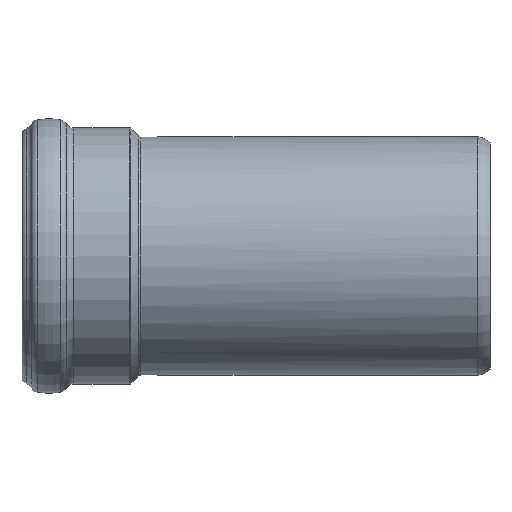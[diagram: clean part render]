
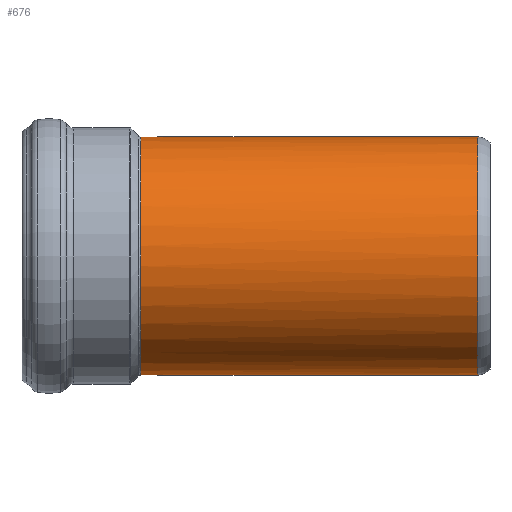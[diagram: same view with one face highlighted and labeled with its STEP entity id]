
A CAD part, left-side view. The second image highlights one B-rep face of the part: STEP entity #676.
In plain terms, the highlighted cylindrical face has radius 67.65 mm (diameter 135.3 mm), a full revolution.
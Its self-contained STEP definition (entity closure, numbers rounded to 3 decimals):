
#32=CYLINDRICAL_SURFACE('',#739,67.65);
#46=FACE_BOUND('',#174,.T.);
#94=B_SPLINE_CURVE_WITH_KNOTS('',3,(#1111,#1112,#1113,#1114,#1115,#1116),
 .UNSPECIFIED.,.F.,.F.,(4,1,1,4),(-3.521,-3.269,-3.018,
-2.637),.UNSPECIFIED.);
#95=B_SPLINE_CURVE_WITH_KNOTS('',3,(#1118,#1119,#1120,#1121),
 .UNSPECIFIED.,.F.,.F.,(4,4),(-37.247,-35.758),
 .UNSPECIFIED.);
#96=B_SPLINE_CURVE_WITH_KNOTS('',3,(#1123,#1124,#1125,#1126,#1127,#1128),
 .UNSPECIFIED.,.F.,.F.,(4,1,1,4),(-0.101,-0.05,
-0.014,0.),.UNSPECIFIED.);
#97=B_SPLINE_CURVE_WITH_KNOTS('',3,(#1130,#1131,#1132,#1133,#1134,#1135,
#1136,#1137,#1138,#1139,#1140,#1141,#1142,#1143,#1144,#1145,#1146,#1147,
#1148,#1149,#1150,#1151,#1152,#1153,#1154,#1155),.UNSPECIFIED.,.F.,.F.,
(4,1,1,1,1,1,1,1,1,1,1,1,1,1,1,1,1,1,1,1,1,1,1,4),(-53.778,-51.512,
-50.379,-49.246,-47.735,-46.98,
-46.224,-44.714,-43.203,-41.692,
-40.181,-38.67,-37.159,-35.649,
-34.138,-32.627,-31.116,-29.605,
-28.85,-28.095,-26.584,-25.451,
-24.318,-22.051),.UNSPECIFIED.);
#98=B_SPLINE_CURVE_WITH_KNOTS('',3,(#1157,#1158,#1159,#1160,#1161,#1162),
 .UNSPECIFIED.,.F.,.F.,(4,1,1,4),(-0.101,-0.086,
-0.05,0.),.UNSPECIFIED.);
#99=B_SPLINE_CURVE_WITH_KNOTS('',3,(#1164,#1165,#1166,#1167),
 .UNSPECIFIED.,.F.,.F.,(4,4),(-32.156,-30.667),
 .UNSPECIFIED.);
#100=B_SPLINE_CURVE_WITH_KNOTS('',3,(#1168,#1169,#1170,#1171,#1172,#1173),
 .UNSPECIFIED.,.F.,.F.,(4,1,1,4),(-0.884,-0.503,
-0.251,0.),.UNSPECIFIED.);
#113=FACE_OUTER_BOUND('',#173,.T.);
#173=EDGE_LOOP('',(#488,#489,#490,#491,#492,#493,#494,#495));
#174=EDGE_LOOP('',(#496));
#279=CIRCLE('',#738,67.65);
#280=CIRCLE('',#740,67.65);
#339=VERTEX_POINT('',#1078);
#340=VERTEX_POINT('',#1079);
#341=VERTEX_POINT('',#1110);
#342=VERTEX_POINT('',#1117);
#343=VERTEX_POINT('',#1122);
#344=VERTEX_POINT('',#1129);
#345=VERTEX_POINT('',#1156);
#346=VERTEX_POINT('',#1163);
#347=VERTEX_POINT('',#1174);
#407=EDGE_CURVE('',#339,#340,#279,.T.);
#408=EDGE_CURVE('',#341,#339,#94,.T.);
#409=EDGE_CURVE('',#342,#341,#95,.T.);
#410=EDGE_CURVE('',#343,#342,#96,.T.);
#411=EDGE_CURVE('',#344,#343,#97,.T.);
#412=EDGE_CURVE('',#345,#344,#98,.T.);
#413=EDGE_CURVE('',#346,#345,#99,.T.);
#414=EDGE_CURVE('',#340,#346,#100,.T.);
#415=EDGE_CURVE('',#347,#347,#280,.T.);
#488=ORIENTED_EDGE('',*,*,#407,.F.);
#489=ORIENTED_EDGE('',*,*,#408,.F.);
#490=ORIENTED_EDGE('',*,*,#409,.F.);
#491=ORIENTED_EDGE('',*,*,#410,.F.);
#492=ORIENTED_EDGE('',*,*,#411,.F.);
#493=ORIENTED_EDGE('',*,*,#412,.F.);
#494=ORIENTED_EDGE('',*,*,#413,.F.);
#495=ORIENTED_EDGE('',*,*,#414,.F.);
#496=ORIENTED_EDGE('',*,*,#415,.T.);
#676=ADVANCED_FACE('',(#113,#46),#32,.T.);
#738=AXIS2_PLACEMENT_3D('',#1108,#854,#855);
#739=AXIS2_PLACEMENT_3D('',#1109,#856,#857);
#740=AXIS2_PLACEMENT_3D('',#1175,#858,#859);
#854=DIRECTION('center_axis',(0.,1.,0.));
#855=DIRECTION('ref_axis',(-1.,0.,0.));
#856=DIRECTION('center_axis',(0.,-1.,0.));
#857=DIRECTION('ref_axis',(1.,0.,0.));
#858=DIRECTION('center_axis',(0.,1.,0.));
#859=DIRECTION('ref_axis',(1.,0.,0.));
#1078=CARTESIAN_POINT('',(67.111,198.131,-8.523));
#1079=CARTESIAN_POINT('',(67.111,198.134,8.523));
#1108=CARTESIAN_POINT('Origin',(0.,198.133,0.));
#1109=CARTESIAN_POINT('Origin',(0.,99.481,0.));
#1110=CARTESIAN_POINT('',(65.583,195.544,-16.594));
#1111=CARTESIAN_POINT('Ctrl Pts',(65.583,195.544,-16.594));
#1112=CARTESIAN_POINT('Ctrl Pts',(65.758,195.96,-15.904));
#1113=CARTESIAN_POINT('Ctrl Pts',(66.103,196.649,-14.444));
#1114=CARTESIAN_POINT('Ctrl Pts',(66.645,197.535,-11.744));
#1115=CARTESIAN_POINT('Ctrl Pts',(66.956,197.941,-9.742));
#1116=CARTESIAN_POINT('Ctrl Pts',(67.111,198.131,-8.523));
#1117=CARTESIAN_POINT('',(61.895,186.275,-27.305));
#1118=CARTESIAN_POINT('Ctrl Pts',(61.895,186.275,-27.305));
#1119=CARTESIAN_POINT('Ctrl Pts',(63.246,189.871,-24.241));
#1120=CARTESIAN_POINT('Ctrl Pts',(64.55,193.074,-20.679));
#1121=CARTESIAN_POINT('Ctrl Pts',(65.583,195.544,-16.594));
#1122=CARTESIAN_POINT('',(61.574,185.671,-28.021));
#1123=CARTESIAN_POINT('Ctrl Pts',(61.574,185.671,-28.021));
#1124=CARTESIAN_POINT('Ctrl Pts',(61.634,185.752,-27.89));
#1125=CARTESIAN_POINT('Ctrl Pts',(61.731,185.908,-27.674));
#1126=CARTESIAN_POINT('Ctrl Pts',(61.834,186.122,-27.442));
#1127=CARTESIAN_POINT('Ctrl Pts',(61.881,186.24,-27.335));
#1128=CARTESIAN_POINT('Ctrl Pts',(61.895,186.275,-27.305));
#1129=CARTESIAN_POINT('',(61.574,185.671,28.021));
#1130=CARTESIAN_POINT('Ctrl Pts',(61.574,185.671,28.021));
#1131=CARTESIAN_POINT('Ctrl Pts',(58.894,182.02,33.91));
#1132=CARTESIAN_POINT('Ctrl Pts',(53.946,175.103,41.401));
#1133=CARTESIAN_POINT('Ctrl Pts',(47.171,163.854,48.653));
#1134=CARTESIAN_POINT('Ctrl Pts',(41.993,153.37,53.163));
#1135=CARTESIAN_POINT('Ctrl Pts',(38.821,142.551,55.403));
#1136=CARTESIAN_POINT('Ctrl Pts',(38.691,132.393,55.493));
#1137=CARTESIAN_POINT('Ctrl Pts',(40.458,122.496,54.253));
#1138=CARTESIAN_POINT('Ctrl Pts',(45.281,111.378,50.522));
#1139=CARTESIAN_POINT('Ctrl Pts',(52.302,100.18,43.371));
#1140=CARTESIAN_POINT('Ctrl Pts',(59.092,90.922,33.719));
#1141=CARTESIAN_POINT('Ctrl Pts',(64.6,84.001,21.637));
#1142=CARTESIAN_POINT('Ctrl Pts',(67.78,80.157,7.499));
#1143=CARTESIAN_POINT('Ctrl Pts',(67.782,80.156,-7.502));
#1144=CARTESIAN_POINT('Ctrl Pts',(64.598,84.003,-21.637));
#1145=CARTESIAN_POINT('Ctrl Pts',(59.092,90.923,-33.721));
#1146=CARTESIAN_POINT('Ctrl Pts',(52.302,100.18,-43.372));
#1147=CARTESIAN_POINT('Ctrl Pts',(45.28,111.382,-50.523));
#1148=CARTESIAN_POINT('Ctrl Pts',(40.457,122.498,-54.253));
#1149=CARTESIAN_POINT('Ctrl Pts',(38.691,132.395,-55.494));
#1150=CARTESIAN_POINT('Ctrl Pts',(38.821,142.553,-55.403));
#1151=CARTESIAN_POINT('Ctrl Pts',(41.994,153.373,-53.162));
#1152=CARTESIAN_POINT('Ctrl Pts',(47.172,163.856,-48.652));
#1153=CARTESIAN_POINT('Ctrl Pts',(53.945,175.101,-41.402));
#1154=CARTESIAN_POINT('Ctrl Pts',(58.894,182.02,-33.91));
#1155=CARTESIAN_POINT('Ctrl Pts',(61.574,185.671,-28.021));
#1156=CARTESIAN_POINT('',(61.895,186.275,27.305));
#1157=CARTESIAN_POINT('Ctrl Pts',(61.895,186.275,27.305));
#1158=CARTESIAN_POINT('Ctrl Pts',(61.881,186.24,27.335));
#1159=CARTESIAN_POINT('Ctrl Pts',(61.834,186.122,27.442));
#1160=CARTESIAN_POINT('Ctrl Pts',(61.731,185.908,27.674));
#1161=CARTESIAN_POINT('Ctrl Pts',(61.634,185.752,27.89));
#1162=CARTESIAN_POINT('Ctrl Pts',(61.574,185.671,28.021));
#1163=CARTESIAN_POINT('',(65.583,195.544,16.594));
#1164=CARTESIAN_POINT('Ctrl Pts',(65.583,195.544,16.594));
#1165=CARTESIAN_POINT('Ctrl Pts',(64.55,193.075,20.679));
#1166=CARTESIAN_POINT('Ctrl Pts',(63.246,189.871,24.241));
#1167=CARTESIAN_POINT('Ctrl Pts',(61.895,186.275,27.305));
#1168=CARTESIAN_POINT('Ctrl Pts',(67.111,198.134,8.523));
#1169=CARTESIAN_POINT('Ctrl Pts',(66.956,197.944,9.742));
#1170=CARTESIAN_POINT('Ctrl Pts',(66.645,197.531,11.746));
#1171=CARTESIAN_POINT('Ctrl Pts',(66.104,196.651,14.443));
#1172=CARTESIAN_POINT('Ctrl Pts',(65.758,195.96,15.904));
#1173=CARTESIAN_POINT('Ctrl Pts',(65.583,195.544,16.594));
#1174=CARTESIAN_POINT('',(67.65,7.,0.));
#1175=CARTESIAN_POINT('Origin',(0.,7.,0.));
